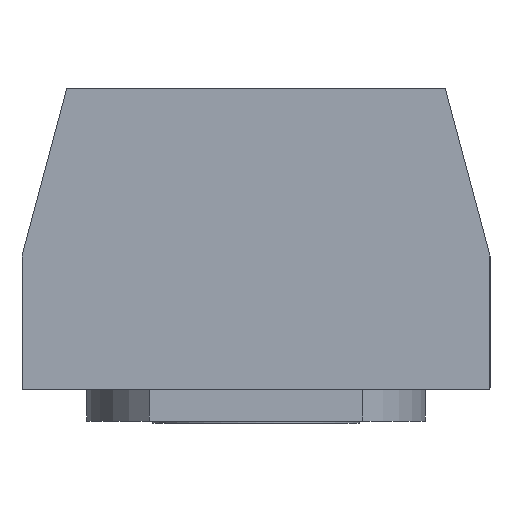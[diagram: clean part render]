
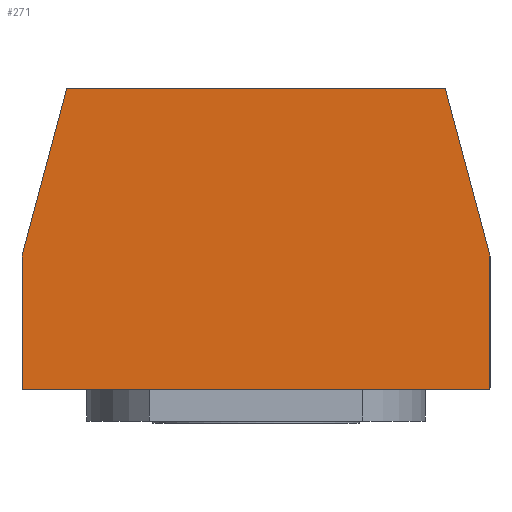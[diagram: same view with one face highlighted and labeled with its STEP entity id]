
A CAD part, left-side view. The second image highlights one B-rep face of the part: STEP entity #271.
In plain terms, the highlighted planar face has unit normal (-1, 0, 0).
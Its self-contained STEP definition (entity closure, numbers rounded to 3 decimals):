
#51=FACE_OUTER_BOUND('',#374,.T.);
#89=LINE('',#1225,#179);
#97=LINE('',#1253,#187);
#100=LINE('',#1259,#190);
#101=LINE('',#1261,#191);
#102=LINE('',#1263,#192);
#103=LINE('',#1265,#193);
#179=VECTOR('',#988,1.);
#187=VECTOR('',#1016,1.);
#190=VECTOR('',#1021,1.);
#191=VECTOR('',#1022,1.);
#192=VECTOR('',#1023,1.);
#193=VECTOR('',#1024,1.);
#271=ADVANCED_FACE('',(#51),#316,.T.);
#316=PLANE('',#909);
#374=EDGE_LOOP('',(#458,#459,#460,#461,#462,#463));
#458=ORIENTED_EDGE('',*,*,#735,.T.);
#459=ORIENTED_EDGE('',*,*,#752,.T.);
#460=ORIENTED_EDGE('',*,*,#753,.T.);
#461=ORIENTED_EDGE('',*,*,#754,.T.);
#462=ORIENTED_EDGE('',*,*,#755,.T.);
#463=ORIENTED_EDGE('',*,*,#749,.T.);
#659=VERTEX_POINT('',#1224);
#660=VERTEX_POINT('',#1226);
#670=VERTEX_POINT('',#1254);
#672=VERTEX_POINT('',#1260);
#673=VERTEX_POINT('',#1262);
#674=VERTEX_POINT('',#1264);
#735=EDGE_CURVE('',#660,#659,#89,.T.);
#749=EDGE_CURVE('',#670,#660,#97,.T.);
#752=EDGE_CURVE('',#659,#672,#100,.T.);
#753=EDGE_CURVE('',#672,#673,#101,.T.);
#754=EDGE_CURVE('',#673,#674,#102,.T.);
#755=EDGE_CURVE('',#674,#670,#103,.T.);
#909=AXIS2_PLACEMENT_3D('',#1266,#1025,#1026);
#988=DIRECTION('',(0.,-1.,0.));
#1016=DIRECTION('',(0.,0.,-1.));
#1021=DIRECTION('',(0.,0.,1.));
#1022=DIRECTION('',(0.,0.259,0.966));
#1023=DIRECTION('',(0.,1.,0.));
#1024=DIRECTION('',(0.,0.259,-0.966));
#1025=DIRECTION('',(-1.,0.,0.));
#1026=DIRECTION('',(0.,-1.,0.));
#1224=CARTESIAN_POINT('',(-67.,-56.,-32.));
#1225=CARTESIAN_POINT('',(-67.,56.,-32.));
#1226=CARTESIAN_POINT('',(-67.,56.,-32.));
#1253=CARTESIAN_POINT('',(-67.,56.,0.));
#1254=CARTESIAN_POINT('',(-67.,56.,0.));
#1259=CARTESIAN_POINT('',(-67.,-56.,-32.));
#1260=CARTESIAN_POINT('',(-67.,-56.,0.));
#1261=CARTESIAN_POINT('',(-67.,-56.,0.));
#1262=CARTESIAN_POINT('',(-67.,-45.282,40.));
#1263=CARTESIAN_POINT('',(-67.,-45.282,40.));
#1264=CARTESIAN_POINT('',(-67.,45.282,40.));
#1265=CARTESIAN_POINT('',(-67.,45.282,40.));
#1266=CARTESIAN_POINT('',(-67.,-56.,-32.));
